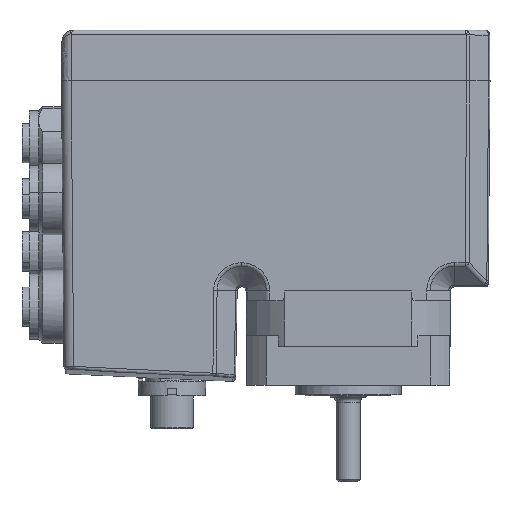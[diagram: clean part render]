
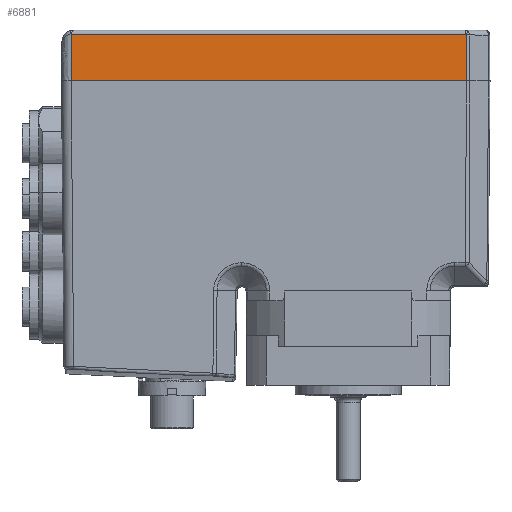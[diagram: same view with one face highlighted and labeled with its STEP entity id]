
A CAD part, top view. The second image highlights one B-rep face of the part: STEP entity #6881.
In plain terms, the highlighted planar face has unit normal (0, 0.009, 1).
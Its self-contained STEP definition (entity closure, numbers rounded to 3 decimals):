
#107 = CARTESIAN_POINT ( 'NONE',  ( 24.308, 53.207, 21.445 ) ) ;
#731 = VECTOR ( 'NONE', #5378, 1000. ) ;
#986 = CARTESIAN_POINT ( 'NONE',  ( 0., 43.5, 21.53 ) ) ;
#1224 = ORIENTED_EDGE ( 'NONE', *, *, #15860, .T. ) ;
#2964 = ORIENTED_EDGE ( 'NONE', *, *, #7523, .T. ) ;
#4109 = FACE_OUTER_BOUND ( 'NONE', #14757, .T. ) ;
#5378 = DIRECTION ( 'NONE',  ( 1., 0., 0. ) ) ;
#5878 = EDGE_CURVE ( 'NONE', #17385, #25813, #13532, .T. ) ;
#6173 = CARTESIAN_POINT ( 'NONE',  ( -57.38, 43.5, 21.53 ) ) ;
#6647 = CARTESIAN_POINT ( 'NONE',  ( 24.431, 53.15, 21.445 ) ) ;
#6763 = CARTESIAN_POINT ( 'NONE',  ( 24.233, 53.207, 21.445 ) ) ;
#6804 = CARTESIAN_POINT ( 'NONE',  ( 24.431, 53.15, 21.445 ) ) ;
#6881 = ADVANCED_FACE ( 'NONE', ( #4109 ), #25533, .T. ) ;
#7523 = EDGE_CURVE ( 'NONE', #21739, #17385, #14796, .T. ) ;
#7574 =( BOUNDED_CURVE ( )  B_SPLINE_CURVE ( 3, ( #6647, #17491, #107, #21590 ),
 .UNSPECIFIED., .F., .T. ) 
 B_SPLINE_CURVE_WITH_KNOTS ( ( 4, 4 ),
 ( 0.782, 1.558 ),
 .UNSPECIFIED. ) 
 CURVE ( )  GEOMETRIC_REPRESENTATION_ITEM ( )  RATIONAL_B_SPLINE_CURVE ( ( 1., 0.95, 0.95, 1. ) ) 
 REPRESENTATION_ITEM ( '' )  );
#8364 = EDGE_CURVE ( 'NONE', #25813, #11288, #18694, .T. ) ;
#8434 = VECTOR ( 'NONE', #19343, 1000. ) ;
#11288 = VERTEX_POINT ( 'NONE', #6804 ) ;
#12055 = LINE ( 'NONE', #27783, #15777 ) ;
#12331 = CARTESIAN_POINT ( 'NONE',  ( 24.464, 43.796, 21.527 ) ) ;
#13532 = LINE ( 'NONE', #986, #731 ) ;
#13751 = CARTESIAN_POINT ( 'NONE',  ( 24.465, 43.5, 21.53 ) ) ;
#14386 = VERTEX_POINT ( 'NONE', #6763 ) ;
#14757 = EDGE_LOOP ( 'NONE', ( #17178, #1224, #24385, #2964, #15684 ) ) ;
#14796 = LINE ( 'NONE', #23389, #8434 ) ;
#15684 = ORIENTED_EDGE ( 'NONE', *, *, #5878, .T. ) ;
#15777 = VECTOR ( 'NONE', #25522, 1000. ) ;
#15860 = EDGE_CURVE ( 'NONE', #11288, #14386, #7574, .T. ) ;
#17178 = ORIENTED_EDGE ( 'NONE', *, *, #8364, .T. ) ;
#17385 = VERTEX_POINT ( 'NONE', #26498 ) ;
#17491 = CARTESIAN_POINT ( 'NONE',  ( 24.377, 53.187, 21.445 ) ) ;
#18694 = LINE ( 'NONE', #12331, #22049 ) ;
#19072 = DIRECTION ( 'NONE',  ( 0., 1., -0.009 ) ) ;
#19343 = DIRECTION ( 'NONE',  ( 0., -1., 0.009 ) ) ;
#20906 = EDGE_CURVE ( 'NONE', #14386, #21739, #12055, .T. ) ;
#21131 = DIRECTION ( 'NONE',  ( 0., 0.009, 1. ) ) ;
#21590 = CARTESIAN_POINT ( 'NONE',  ( 24.233, 53.207, 21.445 ) ) ;
#21739 = VERTEX_POINT ( 'NONE', #26948 ) ;
#22049 = VECTOR ( 'NONE', #23665, 1000. ) ;
#23389 = CARTESIAN_POINT ( 'NONE',  ( -57.38, 43.5, 21.53 ) ) ;
#23665 = DIRECTION ( 'NONE',  ( -0.004, 1., -0.009 ) ) ;
#24385 = ORIENTED_EDGE ( 'NONE', *, *, #20906, .T. ) ;
#25522 = DIRECTION ( 'NONE',  ( -1., 0., 0. ) ) ;
#25533 = PLANE ( 'NONE',  #26445 ) ;
#25813 = VERTEX_POINT ( 'NONE', #13751 ) ;
#26445 = AXIS2_PLACEMENT_3D ( 'NONE', #6173, #21131, #19072 ) ;
#26498 = CARTESIAN_POINT ( 'NONE',  ( -57.38, 43.5, 21.53 ) ) ;
#26948 = CARTESIAN_POINT ( 'NONE',  ( -57.38, 53.207, 21.445 ) ) ;
#27783 = CARTESIAN_POINT ( 'NONE',  ( -57.38, 53.207, 21.445 ) ) ;
